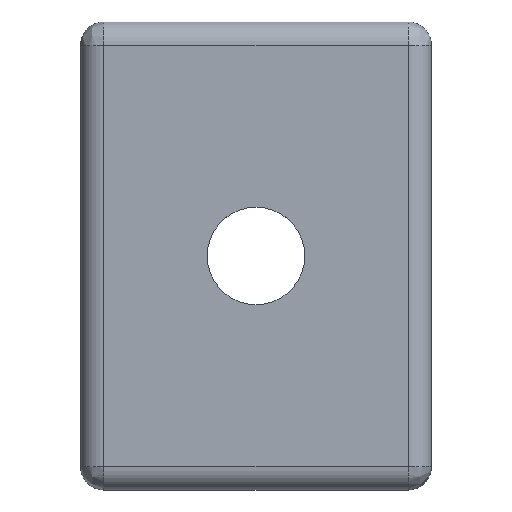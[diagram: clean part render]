
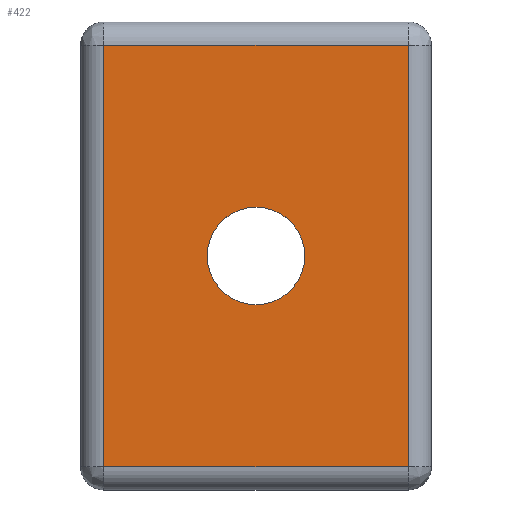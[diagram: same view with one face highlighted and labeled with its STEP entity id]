
A CAD part, top view. The second image highlights one B-rep face of the part: STEP entity #422.
In plain terms, the highlighted planar face has unit normal (0, 0, 1).
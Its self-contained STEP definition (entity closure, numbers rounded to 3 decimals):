
#7 = EDGE_CURVE ( 'NONE', #506, #342, #25, .T. ) ;
#13 = DIRECTION ( 'NONE',  ( 1., 0., 0. ) ) ;
#22 = DIRECTION ( 'NONE',  ( -1., 0., 0. ) ) ;
#25 = CIRCLE ( 'NONE', #101, 6.25 ) ;
#35 = VERTEX_POINT ( 'NONE', #626 ) ;
#45 = ORIENTED_EDGE ( 'NONE', *, *, #314, .F. ) ;
#64 = CARTESIAN_POINT ( 'NONE',  ( -19.5, 16.58, 4. ) ) ;
#71 = DIRECTION ( 'NONE',  ( 1., 0., 0. ) ) ;
#89 = VERTEX_POINT ( 'NONE', #593 ) ;
#91 = ORIENTED_EDGE ( 'NONE', *, *, #523, .F. ) ;
#95 = EDGE_CURVE ( 'NONE', #35, #89, #592, .T. ) ;
#97 = VECTOR ( 'NONE', #22, 1000. ) ;
#101 = AXIS2_PLACEMENT_3D ( 'NONE', #294, #546, #448 ) ;
#102 = DIRECTION ( 'NONE',  ( 0., 1., 0. ) ) ;
#112 = CARTESIAN_POINT ( 'NONE',  ( 0., 0., 4. ) ) ;
#127 = DIRECTION ( 'NONE',  ( 1., 0., 0. ) ) ;
#144 = CARTESIAN_POINT ( 'NONE',  ( 19.5, 27., 4. ) ) ;
#186 = VECTOR ( 'NONE', #13, 1000. ) ;
#202 = VERTEX_POINT ( 'NONE', #144 ) ;
#235 = LINE ( 'NONE', #406, #97 ) ;
#236 = AXIS2_PLACEMENT_3D ( 'NONE', #112, #502, #71 ) ;
#255 = LINE ( 'NONE', #488, #186 ) ;
#257 = DIRECTION ( 'NONE',  ( 0., -1., 0. ) ) ;
#281 = ORIENTED_EDGE ( 'NONE', *, *, #95, .F. ) ;
#294 = CARTESIAN_POINT ( 'NONE',  ( 0., 0., 4. ) ) ;
#303 = EDGE_CURVE ( 'NONE', #202, #360, #312, .T. ) ;
#309 = AXIS2_PLACEMENT_3D ( 'NONE', #466, #564, #127 ) ;
#312 = LINE ( 'NONE', #410, #582 ) ;
#314 = EDGE_CURVE ( 'NONE', #360, #35, #235, .T. ) ;
#316 = EDGE_LOOP ( 'NONE', ( #563, #443 ) ) ;
#335 = EDGE_CURVE ( 'NONE', #342, #506, #431, .T. ) ;
#342 = VERTEX_POINT ( 'NONE', #455 ) ;
#351 = VECTOR ( 'NONE', #102, 1000. ) ;
#356 = FACE_OUTER_BOUND ( 'NONE', #469, .T. ) ;
#360 = VERTEX_POINT ( 'NONE', #503 ) ;
#406 = CARTESIAN_POINT ( 'NONE',  ( -39.08, -27., 4. ) ) ;
#410 = CARTESIAN_POINT ( 'NONE',  ( 19.5, -61.58, 4. ) ) ;
#422 = ADVANCED_FACE ( 'NONE', ( #356, #571 ), #561, .T. ) ;
#431 = CIRCLE ( 'NONE', #236, 6.25 ) ;
#443 = ORIENTED_EDGE ( 'NONE', *, *, #335, .T. ) ;
#448 = DIRECTION ( 'NONE',  ( 1., 0., 0. ) ) ;
#455 = CARTESIAN_POINT ( 'NONE',  ( -6.25, 0., 4. ) ) ;
#466 = CARTESIAN_POINT ( 'NONE',  ( 0., -22.5, 4. ) ) ;
#469 = EDGE_LOOP ( 'NONE', ( #586, #91, #281, #45 ) ) ;
#488 = CARTESIAN_POINT ( 'NONE',  ( 39.08, 27., 4. ) ) ;
#502 = DIRECTION ( 'NONE',  ( 0., 0., -1. ) ) ;
#503 = CARTESIAN_POINT ( 'NONE',  ( 19.5, -27., 4. ) ) ;
#506 = VERTEX_POINT ( 'NONE', #524 ) ;
#523 = EDGE_CURVE ( 'NONE', #89, #202, #255, .T. ) ;
#524 = CARTESIAN_POINT ( 'NONE',  ( 6.25, 0., 4. ) ) ;
#546 = DIRECTION ( 'NONE',  ( 0., 0., -1. ) ) ;
#561 = PLANE ( 'NONE',  #309 ) ;
#563 = ORIENTED_EDGE ( 'NONE', *, *, #7, .T. ) ;
#564 = DIRECTION ( 'NONE',  ( 0., 0., 1. ) ) ;
#571 = FACE_BOUND ( 'NONE', #316, .T. ) ;
#582 = VECTOR ( 'NONE', #257, 1000. ) ;
#586 = ORIENTED_EDGE ( 'NONE', *, *, #303, .F. ) ;
#592 = LINE ( 'NONE', #64, #351 ) ;
#593 = CARTESIAN_POINT ( 'NONE',  ( -19.5, 27., 4. ) ) ;
#626 = CARTESIAN_POINT ( 'NONE',  ( -19.5, -27., 4. ) ) ;
